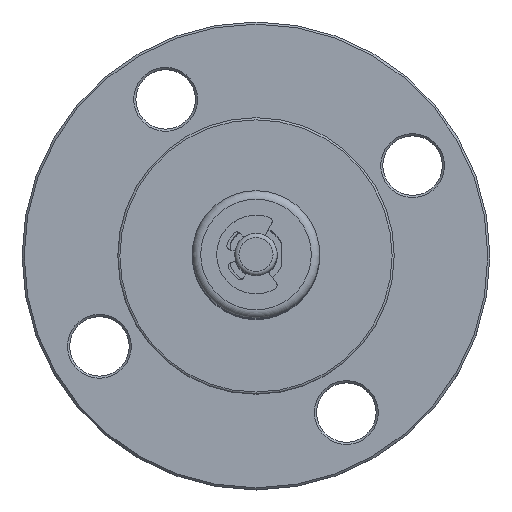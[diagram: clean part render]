
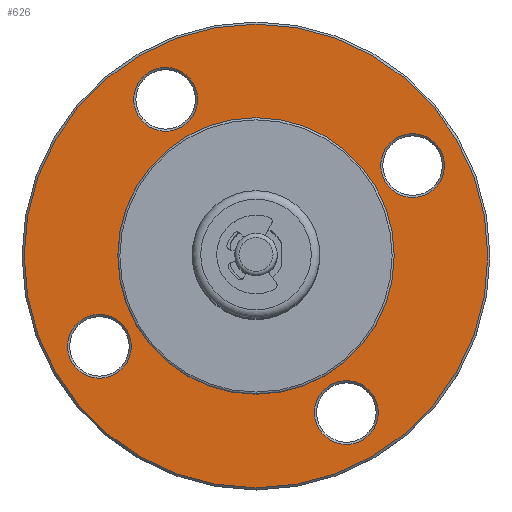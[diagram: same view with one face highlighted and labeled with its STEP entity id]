
A CAD part, top view. The second image highlights one B-rep face of the part: STEP entity #626.
In plain terms, the highlighted planar face has unit normal (0, 0, 1).
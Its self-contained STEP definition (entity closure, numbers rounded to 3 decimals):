
#246=PLANE('',#5141);
#413=FACE_BOUND('',#1369,.T.);
#414=FACE_BOUND('',#1370,.T.);
#415=FACE_BOUND('',#1371,.T.);
#416=FACE_BOUND('',#1372,.T.);
#417=FACE_BOUND('',#1373,.T.);
#418=FACE_BOUND('',#1374,.T.);
#626=ADVANCED_FACE('',(#413,#414,#415,#416,#417,#418),#246,.T.);
#1369=EDGE_LOOP('',(#2261));
#1370=EDGE_LOOP('',(#2262));
#1371=EDGE_LOOP('',(#2263));
#1372=EDGE_LOOP('',(#2264));
#1373=EDGE_LOOP('',(#2265));
#1374=EDGE_LOOP('',(#2266));
#1757=CIRCLE('',#5122,7.5);
#1761=CIRCLE('',#5129,7.5);
#1765=CIRCLE('',#5136,7.5);
#1766=CIRCLE('',#5138,7.5);
#1767=CIRCLE('',#5139,54.5);
#1768=CIRCLE('',#5140,32.5);
#2261=ORIENTED_EDGE('',*,*,#3805,.T.);
#2262=ORIENTED_EDGE('',*,*,#3809,.T.);
#2263=ORIENTED_EDGE('',*,*,#3813,.T.);
#2264=ORIENTED_EDGE('',*,*,#3814,.T.);
#2265=ORIENTED_EDGE('',*,*,#3815,.T.);
#2266=ORIENTED_EDGE('',*,*,#3816,.T.);
#3323=VERTEX_POINT('',#7513);
#3327=VERTEX_POINT('',#7524);
#3331=VERTEX_POINT('',#7535);
#3332=VERTEX_POINT('',#7538);
#3333=VERTEX_POINT('',#7540);
#3334=VERTEX_POINT('',#7542);
#3805=EDGE_CURVE('',#3323,#3323,#1757,.T.);
#3809=EDGE_CURVE('',#3327,#3327,#1761,.T.);
#3813=EDGE_CURVE('',#3331,#3331,#1765,.T.);
#3814=EDGE_CURVE('',#3332,#3332,#1766,.T.);
#3815=EDGE_CURVE('',#3333,#3333,#1767,.T.);
#3816=EDGE_CURVE('',#3334,#3334,#1768,.T.);
#5122=AXIS2_PLACEMENT_3D('',#7512,#5999,#6000);
#5129=AXIS2_PLACEMENT_3D('',#7523,#6013,#6014);
#5136=AXIS2_PLACEMENT_3D('',#7534,#6027,#6028);
#5138=AXIS2_PLACEMENT_3D('',#7537,#6031,#6032);
#5139=AXIS2_PLACEMENT_3D('',#7539,#6033,#6034);
#5140=AXIS2_PLACEMENT_3D('',#7541,#6035,#6036);
#5141=AXIS2_PLACEMENT_3D('',#7543,#6037,#6038);
#5999=DIRECTION('',(0.,0.,-1.));
#6000=DIRECTION('',(-1.,0.,0.));
#6013=DIRECTION('',(0.,0.,-1.));
#6014=DIRECTION('',(0.,1.,0.));
#6027=DIRECTION('',(0.,0.,-1.));
#6028=DIRECTION('',(1.,0.,0.));
#6031=DIRECTION('',(0.,0.,-1.));
#6032=DIRECTION('',(0.,-1.,0.));
#6033=DIRECTION('',(0.,0.,1.));
#6034=DIRECTION('',(0.,-1.,0.));
#6035=DIRECTION('',(0.,0.,-1.));
#6036=DIRECTION('',(0.,-1.,0.));
#6037=DIRECTION('',(0.,0.,1.));
#6038=DIRECTION('',(-1.,0.,0.));
#7512=CARTESIAN_POINT('',(26.25,-31.792,-205.));
#7513=CARTESIAN_POINT('',(18.75,-31.792,-205.));
#7523=CARTESIAN_POINT('',(-31.806,-16.236,-205.));
#7524=CARTESIAN_POINT('',(-31.806,-8.736,-205.));
#7534=CARTESIAN_POINT('',(-16.25,41.82,-205.));
#7535=CARTESIAN_POINT('',(-8.75,41.82,-205.));
#7537=CARTESIAN_POINT('',(41.806,26.264,-205.));
#7538=CARTESIAN_POINT('',(41.806,18.764,-205.));
#7539=CARTESIAN_POINT('',(5.,5.014,-205.));
#7540=CARTESIAN_POINT('',(5.,-49.486,-205.));
#7541=CARTESIAN_POINT('',(5.,5.014,-205.));
#7542=CARTESIAN_POINT('',(5.,-27.486,-205.));
#7543=CARTESIAN_POINT('',(5.,5.014,-205.));
